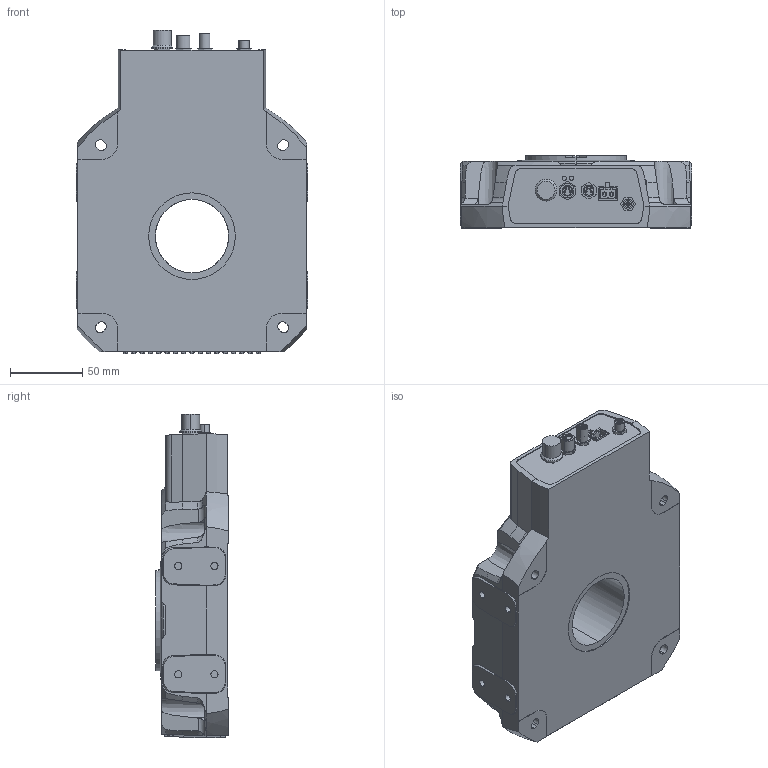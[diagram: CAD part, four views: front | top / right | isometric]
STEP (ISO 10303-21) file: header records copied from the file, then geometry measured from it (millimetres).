
FILE_DESCRIPTION (( 'STEP AP203' ), '1' );
FILE_NAME ('X-RDQ150-AE57D12.step', '2025-11-20T22:58:37', ( '' ), ( '' ), 'SwSTEP 2.0', 'SolidWorks 2019', '' );
FILE_SCHEMA (( 'CONFIG_CONTROL_DESIGN' ));
Length unit declared in the file: millimetre
Products named in the file (3): RDQ_spindle^RDQ; X-RDQ150-AE57D12; RDQ_base^RDQ_X-RDQ
Assembly tree (2 placements, depth 2):
  X-RDQ150-AE57D12
    RDQ_base^RDQ_X-RDQ
    RDQ_spindle^RDQ
Bounding box: 160 x 50 x 224.1 mm (x, y, z)
Volume: 1164917.2 mm3; surface area: 128453.9 mm2
Topology: 11 solids, 11 shells, 761 faces, 1871 edges, 1208 vertices
Faces by surface type: plane 437, cylinder 237, cone 63, torus 12, sphere 12
Entity records: 23185 total; most frequent: CARTESIAN_POINT 4808, DIRECTION 3775, ORIENTED_EDGE 3742, EDGE_CURVE 1871, AXIS2_PLACEMENT_3D 1319, VERTEX_POINT 1208, VECTOR 1137, LINE 1137
